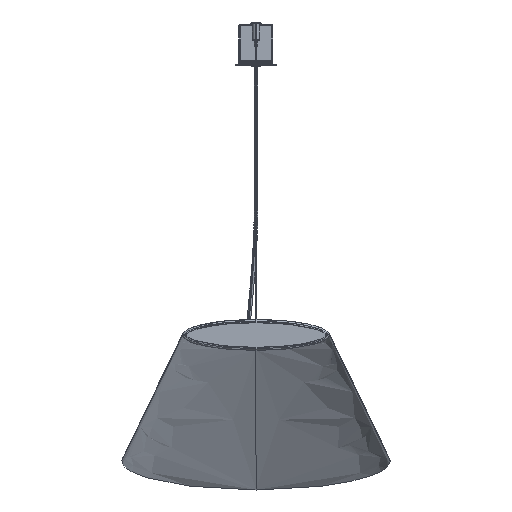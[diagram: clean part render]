
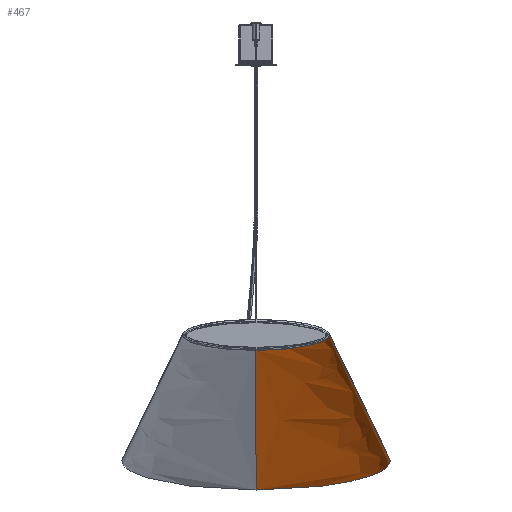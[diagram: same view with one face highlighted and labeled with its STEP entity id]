
A CAD part, left-side view. The second image highlights one B-rep face of the part: STEP entity #467.
In plain terms, the highlighted free-form (B-spline) face has degree [1, 2] with [2, 3] control points.
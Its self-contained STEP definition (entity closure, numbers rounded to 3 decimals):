
#467=ADVANCED_FACE('',(#899),#6712,.T.);
#899=FACE_OUTER_BOUND('',#1349,.T.);
#1349=EDGE_LOOP('',(#2988,#2989,#2990,#2991));
#2988=ORIENTED_EDGE('',*,*,#4343,.F.);
#2989=ORIENTED_EDGE('',*,*,#4364,.T.);
#2990=ORIENTED_EDGE('',*,*,#4356,.F.);
#2991=ORIENTED_EDGE('',*,*,#4353,.F.);
#4343=EDGE_CURVE('',#6290,#6291,#5514,.T.);
#4353=EDGE_CURVE('',#6291,#6245,#5522,.T.);
#4356=EDGE_CURVE('',#6245,#6298,#5525,.T.);
#4364=EDGE_CURVE('',#6290,#6298,#5529,.T.);
#5514=(
BOUNDED_CURVE()
B_SPLINE_CURVE(3,(#18354,#18355,#18356,#18357,#18358,#18359,#18360,#18361,
#18362,#18363,#18364,#18365,#18366,#18367,#18368,#18369,#18370,#18371,#18372,
#18373,#18374,#18375,#18376,#18377,#18378,#18379,#18380,#18381,#18382,#18383,
#18384,#18385,#18386,#18387,#18388,#18389,#18390),.UNSPECIFIED.,.F.,.F.)
B_SPLINE_CURVE_WITH_KNOTS((4,3,3,3,3,3,3,3,3,3,3,3,4),(-1.,-0.75,
-0.5,-0.375,-0.25,-0.125,
-0.063,-0.031,-0.016,-0.008,
-0.004,-0.002,0.),.UNSPECIFIED.)
CURVE()
GEOMETRIC_REPRESENTATION_ITEM()
RATIONAL_B_SPLINE_CURVE((1.,1.,1.,1.,
1.,1.,1.,1.,1.,
1.,1.,1.,1.,1.,
1.,1.,1.,1.,1.,
1.,1.,1.,1.,1.,
1.,1.,1.,1.,1.,
1.,1.,1.,1.,1.,
1.,1.,1.))
REPRESENTATION_ITEM('')
);
#5522=(
BOUNDED_CURVE()
B_SPLINE_CURVE(1,(#18618,#18619),.UNSPECIFIED.,.F.,.F.)
B_SPLINE_CURVE_WITH_KNOTS((2,2),(0.008,1.),.UNSPECIFIED.)
CURVE()
GEOMETRIC_REPRESENTATION_ITEM()
RATIONAL_B_SPLINE_CURVE((1.,1.))
REPRESENTATION_ITEM('')
);
#5525=(
BOUNDED_CURVE()
B_SPLINE_CURVE(2,(#18624,#18625,#18626),.UNSPECIFIED.,.F.,.F.)
B_SPLINE_CURVE_WITH_KNOTS((3,3),(0.,1.),.UNSPECIFIED.)
CURVE()
GEOMETRIC_REPRESENTATION_ITEM()
RATIONAL_B_SPLINE_CURVE((1.,0.707,1.))
REPRESENTATION_ITEM('')
);
#5529=(
BOUNDED_CURVE()
B_SPLINE_CURVE(1,(#18642,#18643),.UNSPECIFIED.,.F.,.F.)
B_SPLINE_CURVE_WITH_KNOTS((2,2),(0.007,1.),.UNSPECIFIED.)
CURVE()
GEOMETRIC_REPRESENTATION_ITEM()
RATIONAL_B_SPLINE_CURVE((1.,1.))
REPRESENTATION_ITEM('')
);
#6245=VERTEX_POINT('',#17792);
#6290=VERTEX_POINT('',#17837);
#6291=VERTEX_POINT('',#17838);
#6298=VERTEX_POINT('',#17845);
#6712=(
BOUNDED_SURFACE()
B_SPLINE_SURFACE(1,2,((#17773,#17774,#17775),(#17776,#17777,#17778)),
 .UNSPECIFIED.,.F.,.F.,.F.)
B_SPLINE_SURFACE_WITH_KNOTS((2,2),(3,3),(0.,1257.792),(0.,280.),
 .UNSPECIFIED.)
GEOMETRIC_REPRESENTATION_ITEM()
RATIONAL_B_SPLINE_SURFACE(((1.,0.707,1.),(1.,0.707,
1.)))
REPRESENTATION_ITEM('')
SURFACE()
);
#17773=CARTESIAN_POINT('',(-1231.505,-121.938,3.112));
#17774=CARTESIAN_POINT('',(-1231.505,-246.938,3.112));
#17775=CARTESIAN_POINT('',(-1231.505,-246.938,29.712));
#17776=CARTESIAN_POINT('',(-1.522,-121.938,-238.045));
#17777=CARTESIAN_POINT('',(-1.522,-351.938,-238.045));
#17778=CARTESIAN_POINT('',(-1.522,-351.938,-188.045));
#17792=CARTESIAN_POINT('',(-1.522,-351.938,-188.045));
#17837=CARTESIAN_POINT('',(-1222.467,-121.938,1.34));
#17838=CARTESIAN_POINT('',(-1221.931,-247.755,28.017));
#17845=CARTESIAN_POINT('',(-1.522,-121.938,-238.045));
#18354=CARTESIAN_POINT('',(-1222.467,-121.938,1.34));
#18355=CARTESIAN_POINT('',(-1222.467,-132.443,1.34));
#18356=CARTESIAN_POINT('',(-1222.468,-142.932,1.615));
#18357=CARTESIAN_POINT('',(-1222.469,-153.414,2.192));
#18358=CARTESIAN_POINT('',(-1222.47,-163.896,2.769));
#18359=CARTESIAN_POINT('',(-1222.471,-174.374,3.643));
#18360=CARTESIAN_POINT('',(-1222.473,-184.847,4.931));
#18361=CARTESIAN_POINT('',(-1222.474,-190.084,5.575));
#18362=CARTESIAN_POINT('',(-1222.476,-195.311,6.323));
#18363=CARTESIAN_POINT('',(-1222.477,-200.529,7.212));
#18364=CARTESIAN_POINT('',(-1222.479,-205.748,8.102));
#18365=CARTESIAN_POINT('',(-1222.481,-210.962,9.129));
#18366=CARTESIAN_POINT('',(-1222.483,-216.167,10.383));
#18367=CARTESIAN_POINT('',(-1222.485,-221.372,11.637));
#18368=CARTESIAN_POINT('',(-1222.488,-226.559,13.087));
#18369=CARTESIAN_POINT('',(-1222.489,-231.735,15.059));
#18370=CARTESIAN_POINT('',(-1222.489,-234.323,16.045));
#18371=CARTESIAN_POINT('',(-1222.49,-236.904,17.15));
#18372=CARTESIAN_POINT('',(-1222.483,-239.498,18.601));
#18373=CARTESIAN_POINT('',(-1222.479,-240.795,19.326));
#18374=CARTESIAN_POINT('',(-1222.475,-242.093,20.128));
#18375=CARTESIAN_POINT('',(-1222.457,-243.423,21.18));
#18376=CARTESIAN_POINT('',(-1222.447,-244.088,21.705));
#18377=CARTESIAN_POINT('',(-1222.436,-244.759,22.286));
#18378=CARTESIAN_POINT('',(-1222.406,-245.459,23.054));
#18379=CARTESIAN_POINT('',(-1222.392,-245.81,23.439));
#18380=CARTESIAN_POINT('',(-1222.374,-246.165,23.861));
#18381=CARTESIAN_POINT('',(-1222.336,-246.548,24.442));
#18382=CARTESIAN_POINT('',(-1222.317,-246.739,24.732));
#18383=CARTESIAN_POINT('',(-1222.294,-246.938,25.057));
#18384=CARTESIAN_POINT('',(-1222.252,-247.149,25.51));
#18385=CARTESIAN_POINT('',(-1222.231,-247.255,25.737));
#18386=CARTESIAN_POINT('',(-1222.206,-247.366,25.994));
#18387=CARTESIAN_POINT('',(-1222.164,-247.479,26.351));
#18388=CARTESIAN_POINT('',(-1222.122,-247.592,26.708));
#18389=CARTESIAN_POINT('',(-1222.065,-247.743,27.164));
#18390=CARTESIAN_POINT('',(-1221.931,-247.755,28.017));
#18618=CARTESIAN_POINT('',(-1221.931,-247.755,28.017));
#18619=CARTESIAN_POINT('',(-1.522,-351.938,-188.045));
#18624=CARTESIAN_POINT('',(-1.522,-351.938,-188.045));
#18625=CARTESIAN_POINT('',(-1.522,-351.938,-238.045));
#18626=CARTESIAN_POINT('',(-1.522,-121.938,-238.045));
#18642=CARTESIAN_POINT('',(-1222.467,-121.938,1.34));
#18643=CARTESIAN_POINT('',(-1.522,-121.938,-238.045));
